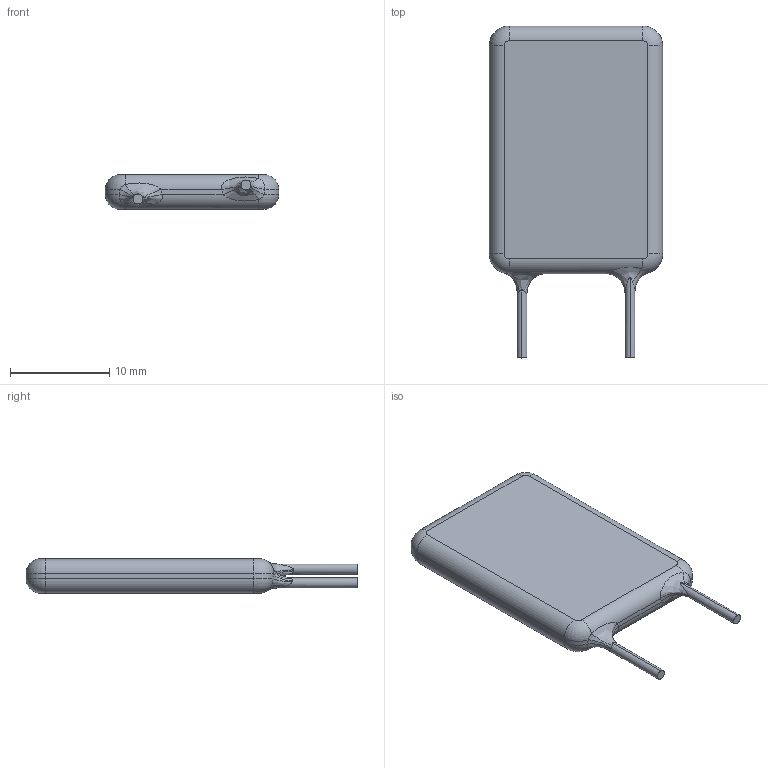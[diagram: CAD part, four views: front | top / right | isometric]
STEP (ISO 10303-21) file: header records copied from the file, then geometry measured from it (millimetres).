
FILE_DESCRIPTION (( 'STEP AP214' ), '1' );
FILE_NAME ('RGEF1200.STEP', '2024-07-11T07:54:35', ( '' ), ( '' ), 'SwSTEP 2.0', 'SolidWorks 2023', '' );
FILE_SCHEMA (( 'AUTOMOTIVE_DESIGN' ));
Length unit declared in the file: millimetre
Products named in the file (1): RGEF1200
Bounding box: 17.5 x 33.5 x 3.5 mm (x, y, z)
Volume: 1460.3 mm3; surface area: 1101.2 mm2
Topology: 1 solids, 1 shells, 44 faces, 102 edges, 60 vertices
Faces by surface type: cylinder 16, torus 10, bspline 10, plane 8
Entity records: 2247 total; most frequent: CARTESIAN_POINT 789, ORIENTED_EDGE 204, DIRECTION 200, EDGE_CURVE 102, AXIS2_PLACEMENT_3D 87, VERTEX_POINT 60, CIRCLE 52, UNCERTAINTY_MEASURE_WITH_UNIT 46
